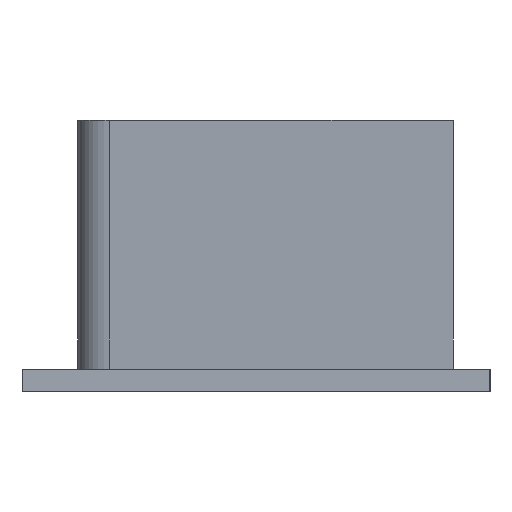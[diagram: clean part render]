
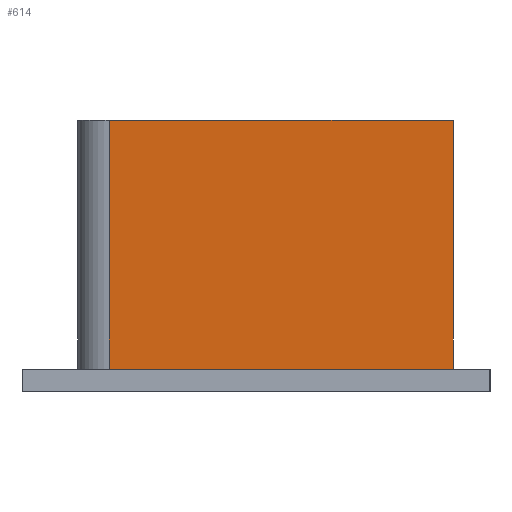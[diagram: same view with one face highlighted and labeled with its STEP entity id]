
A CAD part, left-side view. The second image highlights one B-rep face of the part: STEP entity #614.
In plain terms, the highlighted planar face has unit normal (-0.998, 0.068, 0).
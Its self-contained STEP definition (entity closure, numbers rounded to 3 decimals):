
#6 = CARTESIAN_POINT ( 'NONE',  ( 2.06, 30.403, 22. ) ) ;
#33 = AXIS2_PLACEMENT_3D ( 'NONE', #68, #657, #417 ) ;
#68 = CARTESIAN_POINT ( 'NONE',  ( 0., 0., 22. ) ) ;
#145 = CARTESIAN_POINT ( 'NONE',  ( 0., 0., 22. ) ) ;
#158 = DIRECTION ( 'NONE',  ( 0., 0., -1. ) ) ;
#171 = VECTOR ( 'NONE', #710, 1000. ) ;
#182 = EDGE_CURVE ( 'NONE', #588, #208, #313, .T. ) ;
#188 = ORIENTED_EDGE ( 'NONE', *, *, #632, .T. ) ;
#194 = CARTESIAN_POINT ( 'NONE',  ( 0., 0., 0. ) ) ;
#199 = VERTEX_POINT ( 'NONE', #726 ) ;
#208 = VERTEX_POINT ( 'NONE', #423 ) ;
#227 = LINE ( 'NONE', #300, #171 ) ;
#265 = DIRECTION ( 'NONE',  ( 0., 0., -1. ) ) ;
#275 = ORIENTED_EDGE ( 'NONE', *, *, #404, .F. ) ;
#280 = LINE ( 'NONE', #145, #431 ) ;
#300 = CARTESIAN_POINT ( 'NONE',  ( 0., 0., 22. ) ) ;
#313 = LINE ( 'NONE', #6, #578 ) ;
#371 = LINE ( 'NONE', #194, #432 ) ;
#377 = VERTEX_POINT ( 'NONE', #620 ) ;
#404 = EDGE_CURVE ( 'NONE', #199, #377, #280, .T. ) ;
#417 = DIRECTION ( 'NONE',  ( 0.068, 0.998, 0. ) ) ;
#418 = ORIENTED_EDGE ( 'NONE', *, *, #182, .T. ) ;
#423 = CARTESIAN_POINT ( 'NONE',  ( 2.06, 30.403, 0. ) ) ;
#431 = VECTOR ( 'NONE', #158, 1000. ) ;
#432 = VECTOR ( 'NONE', #534, 1000. ) ;
#510 = EDGE_CURVE ( 'NONE', #588, #199, #227, .T. ) ;
#534 = DIRECTION ( 'NONE',  ( -0.068, -0.998, 0. ) ) ;
#541 = FACE_OUTER_BOUND ( 'NONE', #724, .T. ) ;
#572 = ORIENTED_EDGE ( 'NONE', *, *, #510, .F. ) ;
#578 = VECTOR ( 'NONE', #265, 1000. ) ;
#588 = VERTEX_POINT ( 'NONE', #598 ) ;
#598 = CARTESIAN_POINT ( 'NONE',  ( 2.06, 30.403, 22. ) ) ;
#614 = ADVANCED_FACE ( 'NONE', ( #541 ), #653, .F. ) ;
#620 = CARTESIAN_POINT ( 'NONE',  ( 0., 0., 0. ) ) ;
#632 = EDGE_CURVE ( 'NONE', #208, #377, #371, .T. ) ;
#653 = PLANE ( 'NONE',  #33 ) ;
#657 = DIRECTION ( 'NONE',  ( 0.998, -0.068, 0. ) ) ;
#710 = DIRECTION ( 'NONE',  ( -0.068, -0.998, 0. ) ) ;
#724 = EDGE_LOOP ( 'NONE', ( #572, #418, #188, #275 ) ) ;
#726 = CARTESIAN_POINT ( 'NONE',  ( 0., 0., 22. ) ) ;
